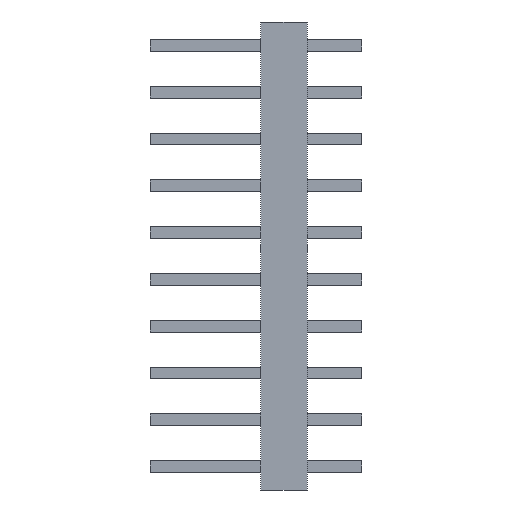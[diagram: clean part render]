
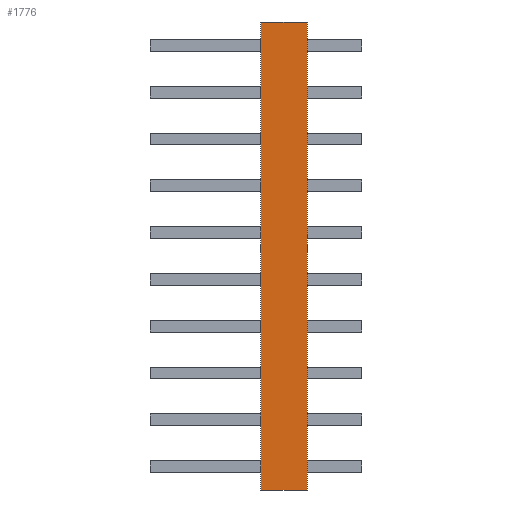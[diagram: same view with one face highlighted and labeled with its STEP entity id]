
A CAD part, left-side view. The second image highlights one B-rep face of the part: STEP entity #1776.
In plain terms, the highlighted planar face has unit normal (-1, 0, 0).
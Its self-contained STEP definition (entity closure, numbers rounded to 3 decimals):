
#117 = VECTOR ( 'NONE', #162, 1000. ) ;
#162 = DIRECTION ( 'NONE',  ( 0., -1., 0. ) ) ;
#625 = CARTESIAN_POINT ( 'NONE',  ( -2.54, 2.54, 2.54 ) ) ;
#716 = EDGE_CURVE ( 'NONE', #4674, #7218, #8121, .T. ) ;
#897 = LINE ( 'NONE', #2844, #2525 ) ;
#1430 = DIRECTION ( 'NONE',  ( 0., -1., 0. ) ) ;
#1641 = DIRECTION ( 'NONE',  ( 1., 0., 0. ) ) ;
#1744 = CARTESIAN_POINT ( 'NONE',  ( -2.54, 2.54, -22.86 ) ) ;
#1776 = ADVANCED_FACE ( 'NONE', ( #4306 ), #3045, .F. ) ;
#1806 = EDGE_CURVE ( 'NONE', #8870, #6020, #3430, .T. ) ;
#2525 = VECTOR ( 'NONE', #1430, 1000. ) ;
#2652 = CARTESIAN_POINT ( 'NONE',  ( -2.54, 0., -22.86 ) ) ;
#2844 = CARTESIAN_POINT ( 'NONE',  ( -2.54, 0., 2.54 ) ) ;
#3045 = PLANE ( 'NONE',  #5486 ) ;
#3430 = LINE ( 'NONE', #5908, #7176 ) ;
#3465 = DIRECTION ( 'NONE',  ( 0., 0., -1. ) ) ;
#3544 = CARTESIAN_POINT ( 'NONE',  ( -2.54, 0., 2.54 ) ) ;
#3656 = LINE ( 'NONE', #8588, #117 ) ;
#3775 = DIRECTION ( 'NONE',  ( 0., 0., -1. ) ) ;
#3909 = ORIENTED_EDGE ( 'NONE', *, *, #4248, .T. ) ;
#4248 = EDGE_CURVE ( 'NONE', #7218, #6020, #3656, .T. ) ;
#4306 = FACE_OUTER_BOUND ( 'NONE', #5982, .T. ) ;
#4674 = VERTEX_POINT ( 'NONE', #7776 ) ;
#5486 = AXIS2_PLACEMENT_3D ( 'NONE', #5877, #1641, #6571 ) ;
#5818 = ORIENTED_EDGE ( 'NONE', *, *, #7853, .F. ) ;
#5877 = CARTESIAN_POINT ( 'NONE',  ( -2.54, 0., 2.54 ) ) ;
#5908 = CARTESIAN_POINT ( 'NONE',  ( -2.54, 0., 2.54 ) ) ;
#5977 = ORIENTED_EDGE ( 'NONE', *, *, #716, .T. ) ;
#5982 = EDGE_LOOP ( 'NONE', ( #5977, #3909, #9114, #5818 ) ) ;
#6020 = VERTEX_POINT ( 'NONE', #2652 ) ;
#6264 = VECTOR ( 'NONE', #3465, 1000. ) ;
#6571 = DIRECTION ( 'NONE',  ( 0., 0., -1. ) ) ;
#7176 = VECTOR ( 'NONE', #3775, 1000. ) ;
#7218 = VERTEX_POINT ( 'NONE', #1744 ) ;
#7776 = CARTESIAN_POINT ( 'NONE',  ( -2.54, 2.54, 2.54 ) ) ;
#7853 = EDGE_CURVE ( 'NONE', #4674, #8870, #897, .T. ) ;
#8121 = LINE ( 'NONE', #625, #6264 ) ;
#8588 = CARTESIAN_POINT ( 'NONE',  ( -2.54, 0., -22.86 ) ) ;
#8870 = VERTEX_POINT ( 'NONE', #3544 ) ;
#9114 = ORIENTED_EDGE ( 'NONE', *, *, #1806, .F. ) ;
